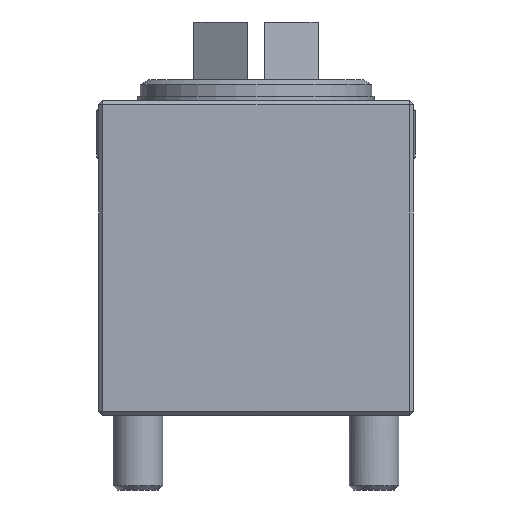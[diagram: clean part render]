
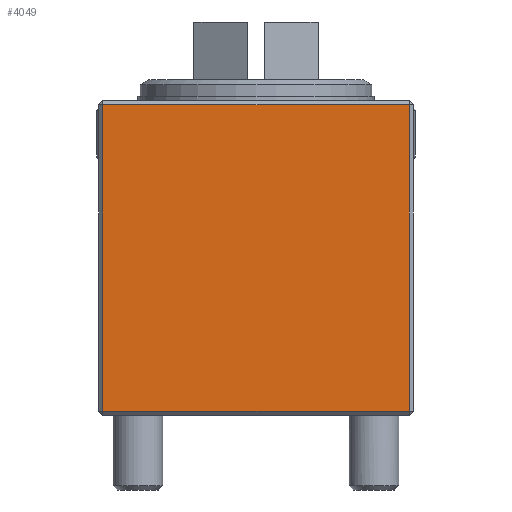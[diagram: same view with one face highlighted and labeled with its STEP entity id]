
A CAD part, left-side view. The second image highlights one B-rep face of the part: STEP entity #4049.
In plain terms, the highlighted planar face has unit normal (-1, 0, 0).
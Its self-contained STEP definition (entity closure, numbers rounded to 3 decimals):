
#118=PLANE('',#4395);
#550=ORIENTED_EDGE('',*,*,#1623,.T.);
#551=ORIENTED_EDGE('',*,*,#1624,.T.);
#552=ORIENTED_EDGE('',*,*,#1625,.T.);
#553=ORIENTED_EDGE('',*,*,#1626,.T.);
#1623=EDGE_CURVE('',#2155,#2156,#2500,.T.);
#1624=EDGE_CURVE('',#2156,#2157,#2501,.T.);
#1625=EDGE_CURVE('',#2157,#2158,#2502,.T.);
#1626=EDGE_CURVE('',#2158,#2155,#2503,.T.);
#2155=VERTEX_POINT('',#6159);
#2156=VERTEX_POINT('',#6160);
#2157=VERTEX_POINT('',#6162);
#2158=VERTEX_POINT('',#6164);
#2500=LINE('',#6158,#2902);
#2501=LINE('',#6161,#2903);
#2502=LINE('',#6163,#2904);
#2503=LINE('',#6165,#2905);
#2902=VECTOR('',#4916,1000.);
#2903=VECTOR('',#4917,1000.);
#2904=VECTOR('',#4918,1000.);
#2905=VECTOR('',#4919,1000.);
#3282=EDGE_LOOP('',(#550,#551,#552,#553));
#3654=FACE_BOUND('',#3282,.T.);
#4049=ADVANCED_FACE('',(#3654),#118,.T.);
#4395=AXIS2_PLACEMENT_3D('',#6157,#4914,#4915);
#4914=DIRECTION('',(-1.,0.,0.));
#4915=DIRECTION('',(0.,0.,1.));
#4916=DIRECTION('',(0.,1.,0.));
#4917=DIRECTION('',(0.,0.,-1.));
#4918=DIRECTION('',(0.,-1.,0.));
#4919=DIRECTION('',(0.,0.,1.));
#6157=CARTESIAN_POINT('',(0.,38.,0.));
#6158=CARTESIAN_POINT('',(0.,38.,37.5));
#6159=CARTESIAN_POINT('',(0.,0.5,37.5));
#6160=CARTESIAN_POINT('',(0.,37.5,37.5));
#6161=CARTESIAN_POINT('',(0.,37.5,0.));
#6162=CARTESIAN_POINT('',(0.,37.5,0.5));
#6163=CARTESIAN_POINT('',(0.,38.,0.5));
#6164=CARTESIAN_POINT('',(0.,0.5,0.5));
#6165=CARTESIAN_POINT('',(0.,0.5,0.));
